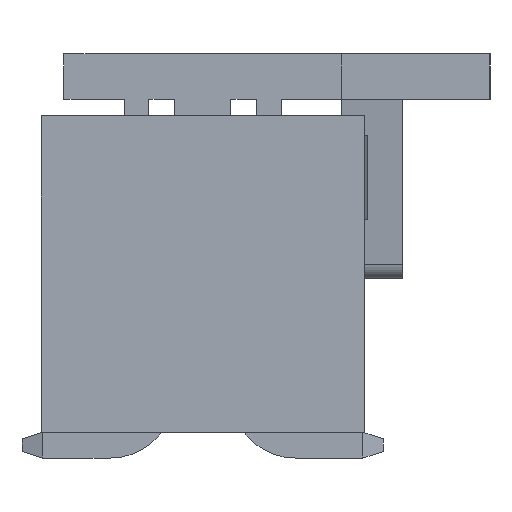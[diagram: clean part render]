
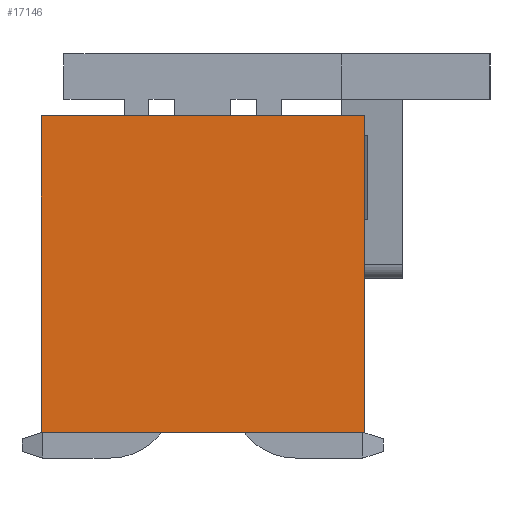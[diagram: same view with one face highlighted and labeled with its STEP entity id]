
A CAD part, left-side view. The second image highlights one B-rep face of the part: STEP entity #17146.
In plain terms, the highlighted planar face has unit normal (-1, 0, 0).
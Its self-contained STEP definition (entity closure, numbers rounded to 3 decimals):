
#2541=ORIENTED_EDGE('',*,*,#5006,.F.);
#2542=ORIENTED_EDGE('',*,*,#4974,.F.);
#2543=ORIENTED_EDGE('',*,*,#4003,.T.);
#2544=ORIENTED_EDGE('',*,*,#5310,.T.);
#4003=EDGE_CURVE('',#5878,#5877,#7087,.T.);
#4974=EDGE_CURVE('',#5878,#6558,#8058,.T.);
#5006=EDGE_CURVE('',#6558,#6565,#8090,.T.);
#5310=EDGE_CURVE('',#5877,#6565,#8394,.T.);
#5877=VERTEX_POINT('',#21366);
#5878=VERTEX_POINT('',#21368);
#6558=VERTEX_POINT('',#23284);
#6565=VERTEX_POINT('',#23324);
#7087=LINE('',#21367,#8953);
#8058=LINE('',#23283,#9924);
#8090=LINE('',#23323,#9956);
#8394=LINE('',#23929,#10260);
#8953=VECTOR('',#18129,1000.);
#9924=VECTOR('',#19630,1000.);
#9956=VECTOR('',#19664,1000.);
#10260=VECTOR('',#20128,1000.);
#11208=EDGE_LOOP('',(#2541,#2542,#2543,#2544));
#11880=FACE_BOUND('',#11208,.T.);
#12501=PLANE('',#17782);
#17146=ADVANCED_FACE('',(#11880),#12501,.T.);
#17782=AXIS2_PLACEMENT_3D('',#23930,#20129,#20130);
#18129=DIRECTION('',(0.,0.,1.));
#19630=DIRECTION('',(0.,1.,0.));
#19664=DIRECTION('',(0.,0.,1.));
#20128=DIRECTION('',(0.,1.,0.));
#20129=DIRECTION('',(-1.,0.,0.));
#20130=DIRECTION('',(0.,0.,1.));
#21366=CARTESIAN_POINT('',(-19.05,-2.5,2.45));
#21367=CARTESIAN_POINT('',(-19.05,-2.5,-2.45));
#21368=CARTESIAN_POINT('',(-19.05,-2.5,-2.45));
#23283=CARTESIAN_POINT('',(-19.05,-2.5,-2.45));
#23284=CARTESIAN_POINT('',(-19.05,2.5,-2.45));
#23323=CARTESIAN_POINT('',(-19.05,2.5,-2.45));
#23324=CARTESIAN_POINT('',(-19.05,2.5,2.45));
#23929=CARTESIAN_POINT('',(-19.05,-2.5,2.45));
#23930=CARTESIAN_POINT('',(-19.05,-2.5,-2.45));
